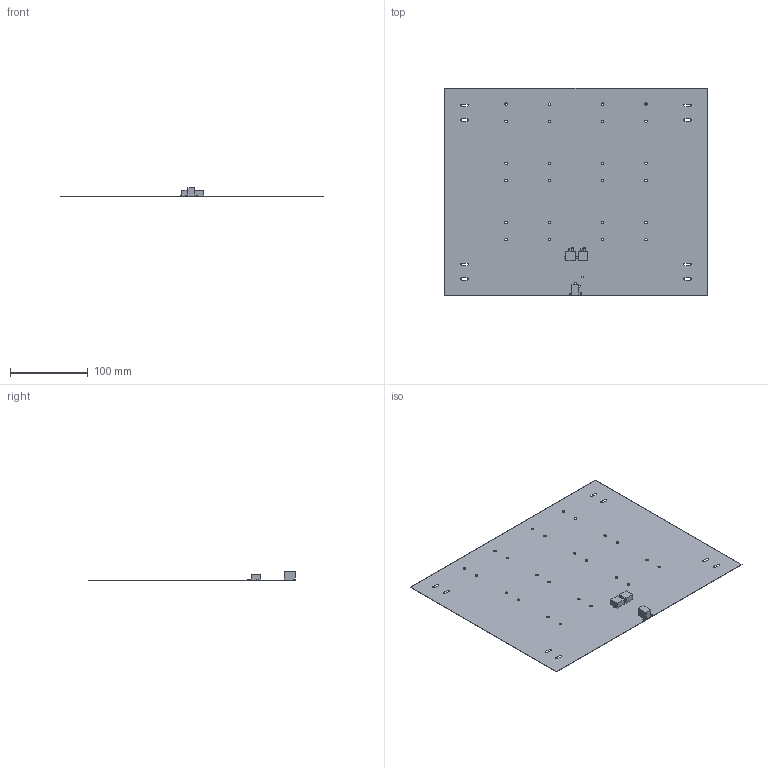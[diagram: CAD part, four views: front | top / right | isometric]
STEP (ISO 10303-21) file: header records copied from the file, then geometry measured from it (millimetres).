
FILE_DESCRIPTION(('Open CASCADE Model'),'2;1');
FILE_NAME('Open CASCADE Shape Model','2014-10-31T19:36:42',('Author'),( 'Open CASCADE'),'Open CASCADE STEP processor 6.5','Open CASCADE 6.5' ,'Unknown');
FILE_SCHEMA(('AUTOMOTIVE_DESIGN { 1 0 10303 214 1 1 1 1 }'));
Length unit declared in the file: millimetre
Products named in the file (31): PCB; Board; U2; 595577360; Extruded; U1; R6; 595577872; R5; R3; R1; P1; 595574416; C6; 595574800; C5; 595577616; C4; 595577488; C3; C2; C1; R7; R2; D2; D1
Assembly tree (41 placements, depth 4):
  PCB
    Board
    U2
      595577360
        Extruded
    U1
      595577360
        Extruded
    R6
      595577872
        Extruded
    R5
      595577872
        Extruded
    R3
      595577872
        Extruded
    R1
      595577872
        Extruded
    P1
      595574416
        Extruded
    C6
      595574800
        Extruded
    C5
      595577616
        Extruded
    C4
      595577488
        Extruded
    C3
      595574800
        Extruded
    C2
      595577616
        Extruded
    C1
      595577488
        Extruded
    R7
      595577872
        Extruded
    R2
      595577872
        Extruded
    D2
      595577872
        Extruded
    D1
      595577872
        Extruded
Bounding box: 337.82 x 266.7 x 11.41 mm (x, y, z)
Volume: 40463.2 mm3; surface area: 182230.3 mm2
Topology: 18 solids, 18 shells, 179 faces, 429 edges, 286 vertices
Faces by surface type: plane 131, cylinder 48
Full cylindrical faces by diameter (mm): 0.7 x2, 3.175 x24
Entity records: 8502 total; most frequent: CARTESIAN_POINT 1820, DIRECTION 1201, LINE 699, VECTOR 699, ORIENTED_EDGE 594, PCURVE 594, DEFINITIONAL_REPRESENTATION 594, EDGE_CURVE 297
